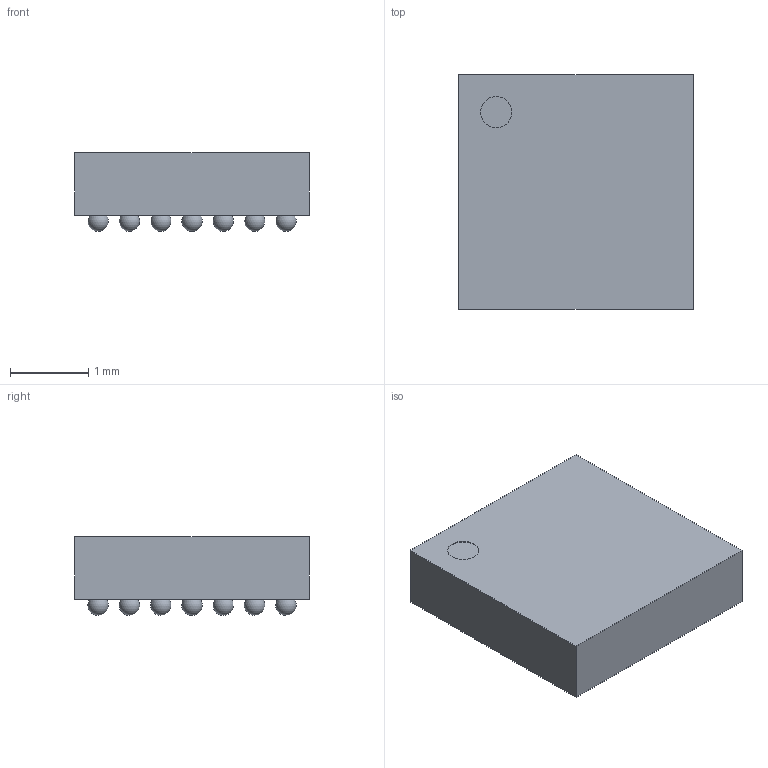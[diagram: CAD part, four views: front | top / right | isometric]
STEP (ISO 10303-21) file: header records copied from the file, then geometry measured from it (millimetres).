
FILE_DESCRIPTION(/* description */ ('model of ucBGA-49_3x3mm_Layout7x7_P0.4mm'),/* implementation_level */ '2;1');
FILE_NAME(/* name */ 'ucBGA-49_3x3mm_Layout7x7_P0.4mm.step',/* time_stamp */ '2018-09-12T20:31:43',/* author */ ('kicad StepUp','ksu'),/* organization */ ('FreeCAD'),/* preprocessor_version */ 'OCC',/* originating_system */ 'kicad StepUp',/* authorisation */ '');
FILE_SCHEMA(('AUTOMOTIVE_DESIGN { 1 0 10303 214 1 1 1 1 }'));
Length unit declared in the file: millimetre
Products named in the file (1): ucBGA_49_3x3mm_Layout7x7_P04mm
Bounding box: 3 x 3 x 1.01 mm (x, y, z)
Volume: 7.6 mm3; surface area: 34.2 mm2
Topology: 1 solids, 1 shells, 57 faces, 162 edges, 108 vertices
Faces by surface type: sphere 49, plane 7, cylinder 1
Full cylindrical faces by diameter (mm): 0.4 x1
Entity records: 3556 total; most frequent: DIRECTION 554, CARTESIAN_POINT 511, ORIENTED_EDGE 226, PCURVE 226, DEFINITIONAL_REPRESENTATION 226, LINE 188, VECTOR 188, AXIS2_PLACEMENT_3D 158
